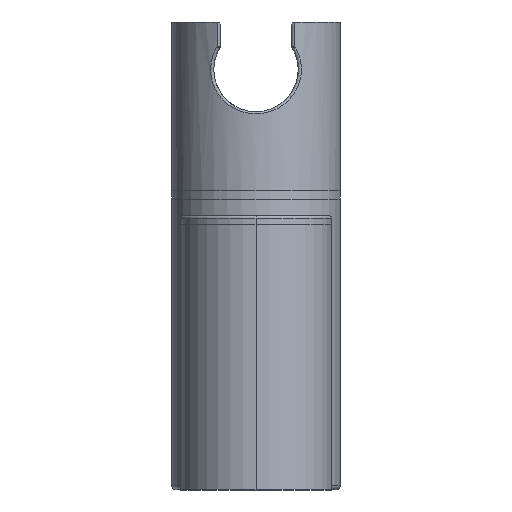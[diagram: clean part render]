
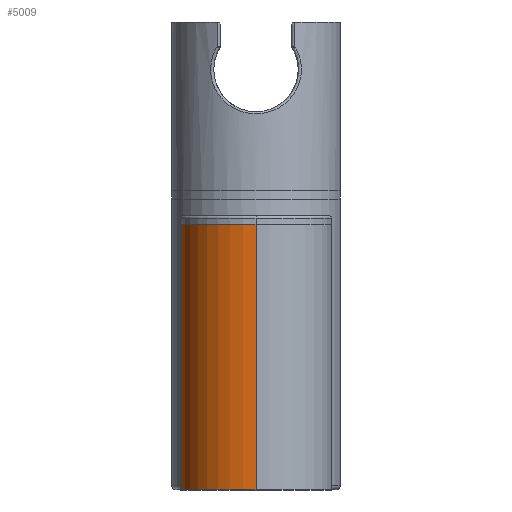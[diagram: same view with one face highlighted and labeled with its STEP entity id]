
A CAD part, front view. The second image highlights one B-rep face of the part: STEP entity #5009.
In plain terms, the highlighted cylindrical face has radius 18 mm (diameter 36 mm), a partial arc.
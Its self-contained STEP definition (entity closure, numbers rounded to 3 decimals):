
#23 = EDGE_CURVE ( 'NONE', #3567, #1637, #4306, .T. ) ;
#39 = CARTESIAN_POINT ( 'NONE',  ( -9.811, 23.106, -8.568 ) ) ;
#52 = AXIS2_PLACEMENT_3D ( 'NONE', #3614, #156, #935 ) ;
#92 = CARTESIAN_POINT ( 'NONE',  ( -8.641, 23.794, -9.721 ) ) ;
#101 = CARTESIAN_POINT ( 'NONE',  ( -13., 20.45, 0.448 ) ) ;
#156 = DIRECTION ( 'NONE',  ( 0., 0., -1. ) ) ;
#194 = DIRECTION ( 'NONE',  ( 0., 0., 1. ) ) ;
#235 = CARTESIAN_POINT ( 'NONE',  ( 0., -10., -45. ) ) ;
#261 = CARTESIAN_POINT ( 'NONE',  ( -6.632, 24.738, 11.189 ) ) ;
#335 = LINE ( 'NONE', #4674, #3144 ) ;
#348 = CARTESIAN_POINT ( 'NONE',  ( -3.488, 25.664, 12.531 ) ) ;
#361 = CIRCLE ( 'NONE', #4762, 18. ) ;
#412 = CARTESIAN_POINT ( 'NONE',  ( -12.133, 21.298, -4.686 ) ) ;
#428 = VERTEX_POINT ( 'NONE', #1896 ) ;
#460 = CARTESIAN_POINT ( 'NONE',  ( -1.781, 25.917, -12.885 ) ) ;
#467 = CARTESIAN_POINT ( 'NONE',  ( -12.64, 20.816, 3.069 ) ) ;
#498 = EDGE_CURVE ( 'NONE', #3029, #2091, #3088, .T. ) ;
#539 = EDGE_LOOP ( 'NONE', ( #3972, #1669, #1312, #1482, #2703, #3600, #3949 ) ) ;
#553 = B_SPLINE_CURVE_WITH_KNOTS ( 'NONE', 3,
 ( #4220, #3841, #1409, #1006, #348, #1907, #3459, #1030, #1826, #261, #3378, #2561, #3553, #4396, #3195, #4010, #2814, #1647, #3170, #1252, #4752, #1619, #467, #3584, #1975, #4035, #101, #4366 ),
 .UNSPECIFIED., .F., .F.,
 ( 4, 2, 2, 2, 2, 2, 2, 2, 2, 2, 2, 2, 2, 4 ),
 ( 0.063, 0.066, 0.067, 0.069, 0.07, 0.071, 0.074, 0.075, 0.077, 0.079, 0.081, 0.082, 0.083, 0.085 ),
 .UNSPECIFIED. ) ;
#815 = B_SPLINE_CURVE_WITH_KNOTS ( 'NONE', 3,
 ( #3627, #3162, #1641, #896, #4387, #4358, #412, #3237, #3188, #3979, #2782, #4003, #39, #2052, #92, #1690, #1661, #2405, #4332, #2377, #1196, #3951, #1991, #4744, #460, #2739, #1223, #842 ),
 .UNSPECIFIED., .F., .F.,
 ( 4, 2, 2, 2, 2, 2, 2, 2, 2, 2, 2, 2, 2, 4 ),
 ( 0., 0.003, 0.004, 0.005, 0.007, 0.008, 0.011, 0.012, 0.013, 0.016, 0.017, 0.019, 0.02, 0.021 ),
 .UNSPECIFIED. ) ;
#838 = CARTESIAN_POINT ( 'NONE',  ( 0., 8., 18. ) ) ;
#842 = CARTESIAN_POINT ( 'NONE',  ( 0., 26., -13. ) ) ;
#896 = CARTESIAN_POINT ( 'NONE',  ( -12.645, 20.811, -3.047 ) ) ;
#935 = DIRECTION ( 'NONE',  ( 0., -1., 0. ) ) ;
#1006 = CARTESIAN_POINT ( 'NONE',  ( -3.061, 25.743, 12.642 ) ) ;
#1030 = CARTESIAN_POINT ( 'NONE',  ( -5.51, 25.141, 11.782 ) ) ;
#1196 = CARTESIAN_POINT ( 'NONE',  ( -4.33, 25.477, -12.265 ) ) ;
#1223 = CARTESIAN_POINT ( 'NONE',  ( -0.445, 26., -13. ) ) ;
#1252 = CARTESIAN_POINT ( 'NONE',  ( -12.128, 21.303, 4.7 ) ) ;
#1294 = CARTESIAN_POINT ( 'NONE',  ( 0., 26., 13. ) ) ;
#1312 = ORIENTED_EDGE ( 'NONE', *, *, #2306, .T. ) ;
#1377 = DIRECTION ( 'NONE',  ( 0., 0., -1. ) ) ;
#1398 = LINE ( 'NONE', #2947, #3391 ) ;
#1409 = CARTESIAN_POINT ( 'NONE',  ( -1.773, 25.934, 12.908 ) ) ;
#1482 = ORIENTED_EDGE ( 'NONE', *, *, #2714, .T. ) ;
#1619 = CARTESIAN_POINT ( 'NONE',  ( -12.531, 20.923, 3.485 ) ) ;
#1621 = VECTOR ( 'NONE', #4239, 1000. ) ;
#1637 = VERTEX_POINT ( 'NONE', #235 ) ;
#1641 = CARTESIAN_POINT ( 'NONE',  ( -12.908, 20.548, -1.772 ) ) ;
#1647 = CARTESIAN_POINT ( 'NONE',  ( -11.24, 22.071, 6.582 ) ) ;
#1661 = CARTESIAN_POINT ( 'NONE',  ( -7.675, 24.286, -10.501 ) ) ;
#1669 = ORIENTED_EDGE ( 'NONE', *, *, #498, .T. ) ;
#1690 = CARTESIAN_POINT ( 'NONE',  ( -8.005, 24.126, -10.251 ) ) ;
#1729 = FACE_OUTER_BOUND ( 'NONE', #539, .T. ) ;
#1826 = CARTESIAN_POINT ( 'NONE',  ( -5.891, 25.013, 11.596 ) ) ;
#1896 = CARTESIAN_POINT ( 'NONE',  ( 0., 26., -13. ) ) ;
#1907 = CARTESIAN_POINT ( 'NONE',  ( -4.32, 25.479, 12.269 ) ) ;
#1975 = CARTESIAN_POINT ( 'NONE',  ( -12.885, 20.569, 1.782 ) ) ;
#1991 = CARTESIAN_POINT ( 'NONE',  ( -3.075, 25.741, -12.639 ) ) ;
#2052 = CARTESIAN_POINT ( 'NONE',  ( -8.946, 23.623, -9.441 ) ) ;
#2091 = VERTEX_POINT ( 'NONE', #1294 ) ;
#2106 = AXIS2_PLACEMENT_3D ( 'NONE', #2506, #194, #2144 ) ;
#2144 = DIRECTION ( 'NONE',  ( 0., 1., 0. ) ) ;
#2237 = CARTESIAN_POINT ( 'NONE',  ( 0., 26., -45. ) ) ;
#2306 = EDGE_CURVE ( 'NONE', #2091, #4355, #553, .T. ) ;
#2377 = CARTESIAN_POINT ( 'NONE',  ( -4.74, 25.369, -12.112 ) ) ;
#2405 = CARTESIAN_POINT ( 'NONE',  ( -6.65, 24.743, -11.201 ) ) ;
#2491 = CYLINDRICAL_SURFACE ( 'NONE', #52, 18. ) ;
#2506 = CARTESIAN_POINT ( 'NONE',  ( 0., 8., -45. ) ) ;
#2551 = EDGE_CURVE ( 'NONE', #428, #3567, #1398, .T. ) ;
#2561 = CARTESIAN_POINT ( 'NONE',  ( -8.027, 24.129, 10.26 ) ) ;
#2570 = EDGE_CURVE ( 'NONE', #3539, #1637, #335, .T. ) ;
#2659 = DIRECTION ( 'NONE',  ( 0., 0., -1. ) ) ;
#2703 = ORIENTED_EDGE ( 'NONE', *, *, #2551, .T. ) ;
#2713 = CARTESIAN_POINT ( 'NONE',  ( 0., 26., 18. ) ) ;
#2714 = EDGE_CURVE ( 'NONE', #4355, #428, #815, .T. ) ;
#2739 = CARTESIAN_POINT ( 'NONE',  ( -0.896, 25.983, -12.977 ) ) ;
#2782 = CARTESIAN_POINT ( 'NONE',  ( -11.015, 22.239, -6.917 ) ) ;
#2814 = CARTESIAN_POINT ( 'NONE',  ( -10.558, 22.581, 7.595 ) ) ;
#2947 = CARTESIAN_POINT ( 'NONE',  ( 0., 26., 18. ) ) ;
#3029 = VERTEX_POINT ( 'NONE', #3889 ) ;
#3088 = LINE ( 'NONE', #2713, #1621 ) ;
#3091 = CARTESIAN_POINT ( 'NONE',  ( -13., 20.45, 0. ) ) ;
#3144 = VECTOR ( 'NONE', #2659, 1000. ) ;
#3162 = CARTESIAN_POINT ( 'NONE',  ( -13., 20.45, -0.899 ) ) ;
#3170 = CARTESIAN_POINT ( 'NONE',  ( -11.634, 21.742, 5.863 ) ) ;
#3188 = CARTESIAN_POINT ( 'NONE',  ( -11.626, 21.744, -5.832 ) ) ;
#3195 = CARTESIAN_POINT ( 'NONE',  ( -9.797, 23.103, 8.555 ) ) ;
#3237 = CARTESIAN_POINT ( 'NONE',  ( -11.806, 21.589, -5.458 ) ) ;
#3378 = CARTESIAN_POINT ( 'NONE',  ( -6.993, 24.59, 10.967 ) ) ;
#3391 = VECTOR ( 'NONE', #1377, 1000. ) ;
#3459 = CARTESIAN_POINT ( 'NONE',  ( -4.724, 25.374, 12.119 ) ) ;
#3505 = EDGE_CURVE ( 'NONE', #3029, #3539, #361, .T. ) ;
#3539 = VERTEX_POINT ( 'NONE', #4740 ) ;
#3553 = CARTESIAN_POINT ( 'NONE',  ( -8.656, 23.796, 9.734 ) ) ;
#3567 = VERTEX_POINT ( 'NONE', #2237 ) ;
#3584 = CARTESIAN_POINT ( 'NONE',  ( -12.817, 20.639, 2.219 ) ) ;
#3600 = ORIENTED_EDGE ( 'NONE', *, *, #23, .T. ) ;
#3614 = CARTESIAN_POINT ( 'NONE',  ( 0., 8., 18. ) ) ;
#3627 = CARTESIAN_POINT ( 'NONE',  ( -13., 20.45, 0. ) ) ;
#3648 = DIRECTION ( 'NONE',  ( 0., 1., 0. ) ) ;
#3841 = CARTESIAN_POINT ( 'NONE',  ( -0.896, 26., 13. ) ) ;
#3889 = CARTESIAN_POINT ( 'NONE',  ( 0., 26., 18. ) ) ;
#3949 = ORIENTED_EDGE ( 'NONE', *, *, #2570, .F. ) ;
#3951 = CARTESIAN_POINT ( 'NONE',  ( -3.497, 25.662, -12.528 ) ) ;
#3972 = ORIENTED_EDGE ( 'NONE', *, *, #3505, .F. ) ;
#3979 = CARTESIAN_POINT ( 'NONE',  ( -11.23, 22.069, -6.561 ) ) ;
#4003 = CARTESIAN_POINT ( 'NONE',  ( -10.327, 22.754, -7.939 ) ) ;
#4010 = CARTESIAN_POINT ( 'NONE',  ( -10.315, 22.754, 7.922 ) ) ;
#4035 = CARTESIAN_POINT ( 'NONE',  ( -12.977, 20.474, 0.895 ) ) ;
#4045 = DIRECTION ( 'NONE',  ( 0., 0., 1. ) ) ;
#4220 = CARTESIAN_POINT ( 'NONE',  ( 0., 26., 13. ) ) ;
#4239 = DIRECTION ( 'NONE',  ( 0., 0., -1. ) ) ;
#4306 = CIRCLE ( 'NONE', #2106, 18. ) ;
#4332 = CARTESIAN_POINT ( 'NONE',  ( -5.919, 25.019, -11.606 ) ) ;
#4355 = VERTEX_POINT ( 'NONE', #3091 ) ;
#4358 = CARTESIAN_POINT ( 'NONE',  ( -12.28, 21.162, -4.289 ) ) ;
#4366 = CARTESIAN_POINT ( 'NONE',  ( -13., 20.45, 0. ) ) ;
#4387 = CARTESIAN_POINT ( 'NONE',  ( -12.536, 20.918, -3.468 ) ) ;
#4396 = CARTESIAN_POINT ( 'NONE',  ( -9.521, 23.279, 8.861 ) ) ;
#4674 = CARTESIAN_POINT ( 'NONE',  ( 0., -10., 18. ) ) ;
#4740 = CARTESIAN_POINT ( 'NONE',  ( 0., -10., 18. ) ) ;
#4744 = CARTESIAN_POINT ( 'NONE',  ( -2.216, 25.868, -12.817 ) ) ;
#4752 = CARTESIAN_POINT ( 'NONE',  ( -12.276, 21.166, 4.299 ) ) ;
#4762 = AXIS2_PLACEMENT_3D ( 'NONE', #838, #4045, #3648 ) ;
#5009 = ADVANCED_FACE ( 'NONE', ( #1729 ), #2491, .T. ) ;
